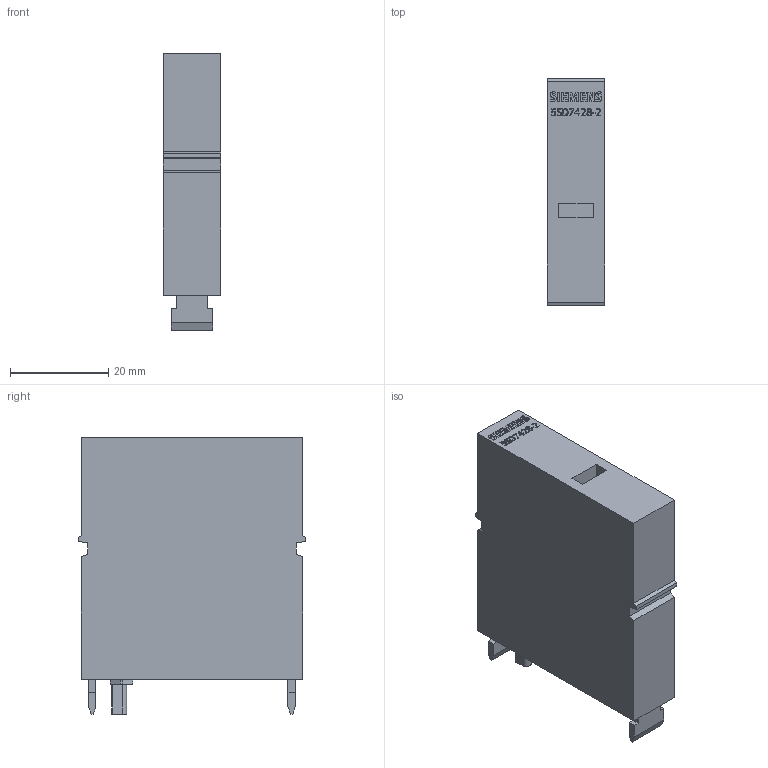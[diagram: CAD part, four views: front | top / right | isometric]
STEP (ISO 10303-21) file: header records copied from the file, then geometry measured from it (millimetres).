
FILE_DESCRIPTION(/* description */ (''),/* implementation_level */ '2;1');
FILE_NAME(/* name */ '5SD7428-2_v.stp',/* time_stamp */ '2023-03-23T09:58:01+01:00',/* author */ ('"(c) Siemens AG Smart Infrastructure"'),/* organization */ ('"(c) Siemens AG - Smart Infrastructure - EP"'),/* preprocessor_version */ 'ST-DEVELOPER v18.101',/* originating_system */ 'SIEMENS PLM Software NX 2008',/* authorisation */ '"Transmittal reproduction, dissemination and/or editing of this document as well as utilization of its contents and communication thereof to others without express authorization is prohibited. Offenders will be held liable for payment of damages. All rights created by patent grant or registration of a utility model or design patent are reserved."');
FILE_SCHEMA (('AUTOMOTIVE_DESIGN { 1 0 10303 214 3 1 1 1 }'));
Length unit declared in the file: millimetre
Products named in the file (1): model3
Bounding box: 11.7 x 46.4 x 56.4 mm (x, y, z)
Volume: 26057.7 mm3; surface area: 7103.9 mm2
Topology: 1 solids, 1 shells, 210 faces, 569 edges, 388 vertices
Faces by surface type: plane 178, extrusion 30, cylinder 2
Entity records: 9203 total; most frequent: CARTESIAN_POINT 3316, ORIENTED_EDGE 1098, DIRECTION 695, EDGE_CURVE 549, VERTEX_POINT 366, VECTOR 315, B_SPLINE_CURVE_WITH_KNOTS 310, LINE 285
